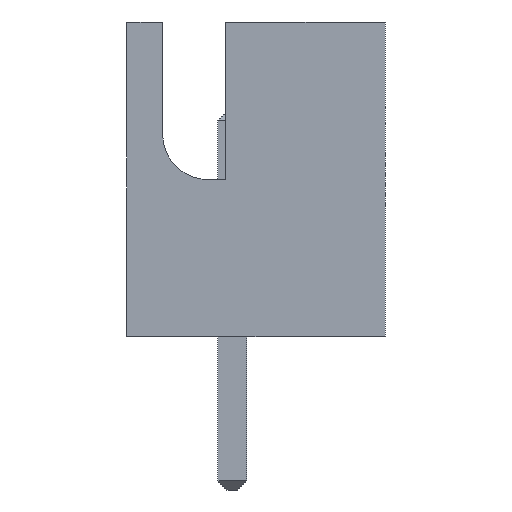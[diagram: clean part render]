
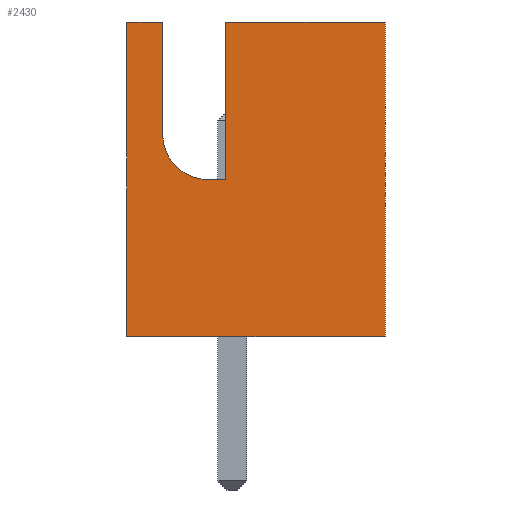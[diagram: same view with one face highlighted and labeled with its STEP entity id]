
A CAD part, left-side view. The second image highlights one B-rep face of the part: STEP entity #2430.
In plain terms, the highlighted face is planar.
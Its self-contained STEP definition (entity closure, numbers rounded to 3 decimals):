
#2430 = ADVANCED_FACE('',(#2431),#2506,.F.);
#2431 = FACE_BOUND('',#2432,.T.);
#2432 = EDGE_LOOP('',(#2433,#2443,#2451,#2459,#2467,#2475,#2483,#2491,
    #2500));
#2433 = ORIENTED_EDGE('',*,*,#2434,.T.);
#2434 = EDGE_CURVE('',#2435,#2437,#2439,.T.);
#2435 = VERTEX_POINT('',#2436);
#2436 = CARTESIAN_POINT('',(3.7,1.55,-7.));
#2437 = VERTEX_POINT('',#2438);
#2438 = CARTESIAN_POINT('',(3.7,2.35,-7.));
#2439 = LINE('',#2440,#2441);
#2440 = CARTESIAN_POINT('',(3.7,0.,-7.));
#2441 = VECTOR('',#2442,1.);
#2442 = DIRECTION('',(0.,1.,0.));
#2443 = ORIENTED_EDGE('',*,*,#2444,.F.);
#2444 = EDGE_CURVE('',#2445,#2437,#2447,.T.);
#2445 = VERTEX_POINT('',#2446);
#2446 = CARTESIAN_POINT('',(3.7,2.35,0.));
#2447 = LINE('',#2448,#2449);
#2448 = CARTESIAN_POINT('',(3.7,2.35,0.));
#2449 = VECTOR('',#2450,1.);
#2450 = DIRECTION('',(-0.,-0.,-1.));
#2451 = ORIENTED_EDGE('',*,*,#2452,.F.);
#2452 = EDGE_CURVE('',#2453,#2445,#2455,.T.);
#2453 = VERTEX_POINT('',#2454);
#2454 = CARTESIAN_POINT('',(3.7,-3.4,0.));
#2455 = LINE('',#2456,#2457);
#2456 = CARTESIAN_POINT('',(3.7,-3.4,0.));
#2457 = VECTOR('',#2458,1.);
#2458 = DIRECTION('',(0.,1.,-0.));
#2459 = ORIENTED_EDGE('',*,*,#2460,.F.);
#2460 = EDGE_CURVE('',#2461,#2453,#2463,.T.);
#2461 = VERTEX_POINT('',#2462);
#2462 = CARTESIAN_POINT('',(3.7,-3.4,-7.));
#2463 = LINE('',#2464,#2465);
#2464 = CARTESIAN_POINT('',(3.7,-3.4,0.));
#2465 = VECTOR('',#2466,1.);
#2466 = DIRECTION('',(0.,0.,1.));
#2467 = ORIENTED_EDGE('',*,*,#2468,.F.);
#2468 = EDGE_CURVE('',#2469,#2461,#2471,.T.);
#2469 = VERTEX_POINT('',#2470);
#2470 = CARTESIAN_POINT('',(3.7,0.15,-7.));
#2471 = LINE('',#2472,#2473);
#2472 = CARTESIAN_POINT('',(3.7,-3.4,-7.));
#2473 = VECTOR('',#2474,1.);
#2474 = DIRECTION('',(0.,-1.,0.));
#2475 = ORIENTED_EDGE('',*,*,#2476,.F.);
#2476 = EDGE_CURVE('',#2477,#2469,#2479,.T.);
#2477 = VERTEX_POINT('',#2478);
#2478 = CARTESIAN_POINT('',(3.7,0.15,-3.5));
#2479 = LINE('',#2480,#2481);
#2480 = CARTESIAN_POINT('',(3.7,0.15,0.));
#2481 = VECTOR('',#2482,1.);
#2482 = DIRECTION('',(-0.,-0.,-1.));
#2483 = ORIENTED_EDGE('',*,*,#2484,.F.);
#2484 = EDGE_CURVE('',#2485,#2477,#2487,.T.);
#2485 = VERTEX_POINT('',#2486);
#2486 = CARTESIAN_POINT('',(3.7,0.55,-3.5));
#2487 = LINE('',#2488,#2489);
#2488 = CARTESIAN_POINT('',(3.7,-3.4,-3.5));
#2489 = VECTOR('',#2490,1.);
#2490 = DIRECTION('',(0.,-1.,0.));
#2491 = ORIENTED_EDGE('',*,*,#2492,.F.);
#2492 = EDGE_CURVE('',#2493,#2485,#2495,.T.);
#2493 = VERTEX_POINT('',#2494);
#2494 = CARTESIAN_POINT('',(3.7,1.55,-4.5));
#2495 = CIRCLE('',#2496,1.);
#2496 = AXIS2_PLACEMENT_3D('',#2497,#2498,#2499);
#2497 = CARTESIAN_POINT('',(3.7,0.55,-4.5));
#2498 = DIRECTION('',(1.,0.,0.));
#2499 = DIRECTION('',(0.,0.,-1.));
#2500 = ORIENTED_EDGE('',*,*,#2501,.F.);
#2501 = EDGE_CURVE('',#2435,#2493,#2502,.T.);
#2502 = LINE('',#2503,#2504);
#2503 = CARTESIAN_POINT('',(3.7,1.55,0.));
#2504 = VECTOR('',#2505,1.);
#2505 = DIRECTION('',(0.,0.,1.));
#2506 = PLANE('',#2507);
#2507 = AXIS2_PLACEMENT_3D('',#2508,#2509,#2510);
#2508 = CARTESIAN_POINT('',(3.7,-3.4,0.));
#2509 = DIRECTION('',(-1.,0.,0.));
#2510 = DIRECTION('',(0.,-1.,0.));
